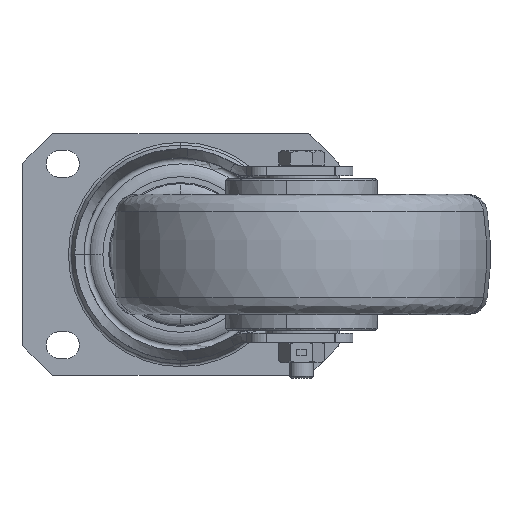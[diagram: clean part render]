
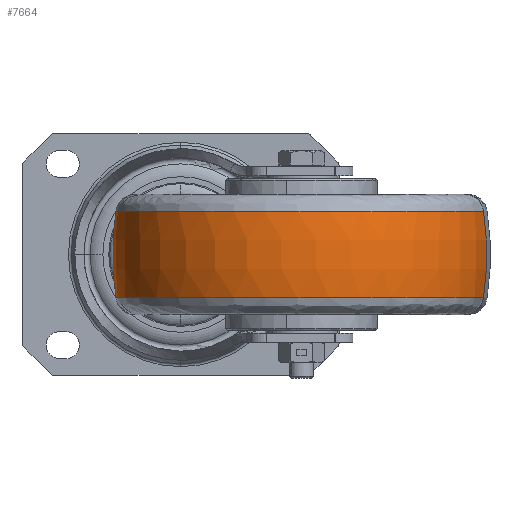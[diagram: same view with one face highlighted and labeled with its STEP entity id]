
A CAD part, front view. The second image highlights one B-rep face of the part: STEP entity #7664.
In plain terms, the highlighted toroidal (fillet/blend) face has major radius 37.5 mm and minor radius 100 mm.
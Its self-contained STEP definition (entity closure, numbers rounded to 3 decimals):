
#19 = EDGE_CURVE ( 'NONE', #7525, #20489, #32202, .T. ) ;
#1597 = EDGE_CURVE ( 'NONE', #22252, #17492, #15609, .T. ) ;
#3735 = CIRCLE ( 'NONE', #26619, 100. ) ;
#4577 = DIRECTION ( 'NONE',  ( -0.98, 0.198, 0. ) ) ;
#7085 = DIRECTION ( 'NONE',  ( 0., 0., -1. ) ) ;
#7214 = CARTESIAN_POINT ( 'NONE',  ( 76.76, -99.911, 0. ) ) ;
#7525 = VERTEX_POINT ( 'NONE', #36866 ) ;
#7664 = ADVANCED_FACE ( 'NONE', ( #29526 ), #29151, .T. ) ;
#8893 = ORIENTED_EDGE ( 'NONE', *, *, #1597, .T. ) ;
#10174 = AXIS2_PLACEMENT_3D ( 'NONE', #26744, #7085, #10282 ) ;
#10282 = DIRECTION ( 'NONE',  ( -0.98, 0.198, 0. ) ) ;
#12059 = EDGE_CURVE ( 'NONE', #17492, #7525, #33552, .T. ) ;
#12193 = CARTESIAN_POINT ( 'NONE',  ( 100.255, -104.647, 14.337 ) ) ;
#13013 = DIRECTION ( 'NONE',  ( 0., 0., -1. ) ) ;
#13145 = EDGE_LOOP ( 'NONE', ( #35381, #8893, #16199, #25375 ) ) ;
#15596 = DIRECTION ( 'NONE',  ( 0.98, -0.198, 0. ) ) ;
#15609 = CIRCLE ( 'NONE', #10174, 61.467 ) ;
#16199 = ORIENTED_EDGE ( 'NONE', *, *, #12059, .T. ) ;
#17492 = VERTEX_POINT ( 'NONE', #17837 ) ;
#17837 = CARTESIAN_POINT ( 'NONE',  ( -20.255, -80.353, 14.337 ) ) ;
#19488 = AXIS2_PLACEMENT_3D ( 'NONE', #32622, #29423, #15596 ) ;
#20489 = VERTEX_POINT ( 'NONE', #32189 ) ;
#21152 = CARTESIAN_POINT ( 'NONE',  ( 40., -92.5, 0. ) ) ;
#21568 = DIRECTION ( 'NONE',  ( -0.198, -0.98, 0. ) ) ;
#21930 = DIRECTION ( 'NONE',  ( 0.98, -0.198, 0. ) ) ;
#22252 = VERTEX_POINT ( 'NONE', #12193 ) ;
#22506 = CARTESIAN_POINT ( 'NONE',  ( 3.24, -85.089, 0. ) ) ;
#23073 = AXIS2_PLACEMENT_3D ( 'NONE', #21152, #13013, #4577 ) ;
#25375 = ORIENTED_EDGE ( 'NONE', *, *, #19, .T. ) ;
#26097 = EDGE_CURVE ( 'NONE', #22252, #20489, #3735, .T. ) ;
#26619 = AXIS2_PLACEMENT_3D ( 'NONE', #22506, #36141, #31246 ) ;
#26744 = CARTESIAN_POINT ( 'NONE',  ( 40., -92.5, 14.337 ) ) ;
#28732 = AXIS2_PLACEMENT_3D ( 'NONE', #7214, #21568, #21930 ) ;
#29151 = TOROIDAL_SURFACE ( 'NONE', #23073, -37.5, 100. ) ;
#29423 = DIRECTION ( 'NONE',  ( 0., 0., 1. ) ) ;
#29526 = FACE_OUTER_BOUND ( 'NONE', #13145, .T. ) ;
#31246 = DIRECTION ( 'NONE',  ( -0.98, 0.198, 0. ) ) ;
#32189 = CARTESIAN_POINT ( 'NONE',  ( 100.255, -104.647, -14.337 ) ) ;
#32202 = CIRCLE ( 'NONE', #19488, 61.467 ) ;
#32622 = CARTESIAN_POINT ( 'NONE',  ( 40., -92.5, -14.337 ) ) ;
#33552 = CIRCLE ( 'NONE', #28732, 100. ) ;
#35381 = ORIENTED_EDGE ( 'NONE', *, *, #26097, .F. ) ;
#36141 = DIRECTION ( 'NONE',  ( 0.198, 0.98, 0. ) ) ;
#36866 = CARTESIAN_POINT ( 'NONE',  ( -20.255, -80.353, -14.337 ) ) ;
